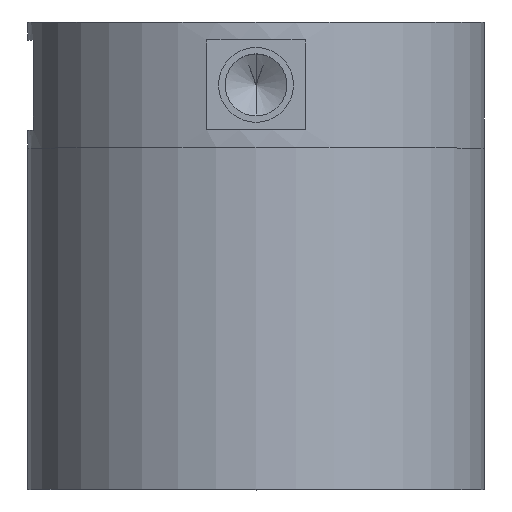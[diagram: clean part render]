
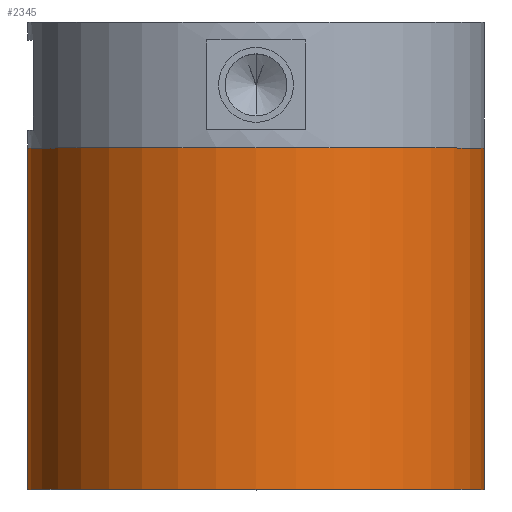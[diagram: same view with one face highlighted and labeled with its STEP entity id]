
A CAD part, top view. The second image highlights one B-rep face of the part: STEP entity #2345.
In plain terms, the highlighted cylindrical face has radius 12.7 mm (diameter 25.4 mm), a partial arc.
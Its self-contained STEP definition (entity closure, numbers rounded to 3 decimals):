
#2053=CARTESIAN_POINT('',(0.,0.,19.));
#2054=DIRECTION('',(0.,0.,1.));
#2055=DIRECTION('',(1.,0.,0.));
#2056=AXIS2_PLACEMENT_3D('',#2053,#2054,#2055);
#2058=DIRECTION('',(0.,0.,-1.));
#2059=VECTOR('',#2058,19.);
#2060=CARTESIAN_POINT('',(12.7,0.,19.));
#2061=LINE('',#2060,#2059);
#2062=DIRECTION('',(0.,0.,-1.));
#2063=VECTOR('',#2062,19.);
#2064=CARTESIAN_POINT('',(-12.7,0.,19.));
#2065=LINE('',#2064,#2063);
#2076=CARTESIAN_POINT('',(0.,0.,0.));
#2077=DIRECTION('',(0.,0.,1.));
#2078=DIRECTION('',(1.,0.,0.));
#2079=AXIS2_PLACEMENT_3D('',#2076,#2077,#2078);
#2099=CARTESIAN_POINT('',(12.7,0.,19.));
#2100=CARTESIAN_POINT('',(12.7,0.,0.));
#2101=VERTEX_POINT('',#2099);
#2102=VERTEX_POINT('',#2100);
#2121=CARTESIAN_POINT('',(-12.7,0.,19.));
#2122=CARTESIAN_POINT('',(-12.7,0.,0.));
#2123=VERTEX_POINT('',#2121);
#2124=VERTEX_POINT('',#2122);
#2331=CARTESIAN_POINT('',(0.,0.,-0.95));
#2332=DIRECTION('',(0.,0.,1.));
#2333=DIRECTION('',(-1.,0.,0.));
#2334=AXIS2_PLACEMENT_3D('',#2331,#2332,#2333);
#2335=CYLINDRICAL_SURFACE('',#2334,12.7);
#2337=ORIENTED_EDGE('',*,*,#2336,.F.);
#2338=ORIENTED_EDGE('',*,*,#2320,.T.);
#2340=ORIENTED_EDGE('',*,*,#2339,.T.);
#2342=ORIENTED_EDGE('',*,*,#2341,.F.);
#2343=EDGE_LOOP('',(#2337,#2338,#2340,#2342));
#2344=FACE_OUTER_BOUND('',#2343,.F.);
#2345=ADVANCED_FACE('',(#2344),#2335,.T.);
#2057=CIRCLE('',#2056,12.7);
#2080=CIRCLE('',#2079,12.7);
#2320=EDGE_CURVE('',#2101,#2123,#2057,.T.);
#2336=EDGE_CURVE('',#2101,#2102,#2061,.T.);
#2339=EDGE_CURVE('',#2123,#2124,#2065,.T.);
#2341=EDGE_CURVE('',#2102,#2124,#2080,.T.);
